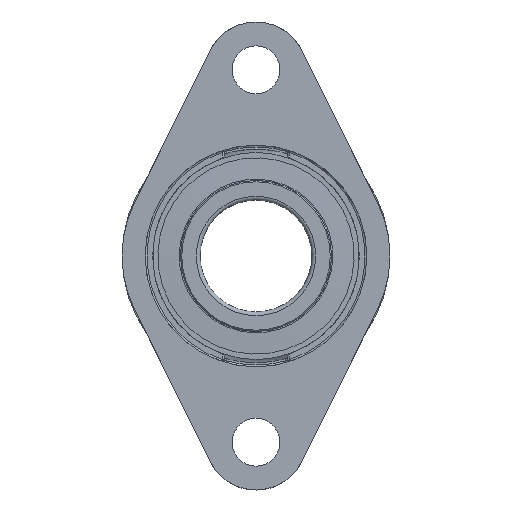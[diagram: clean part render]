
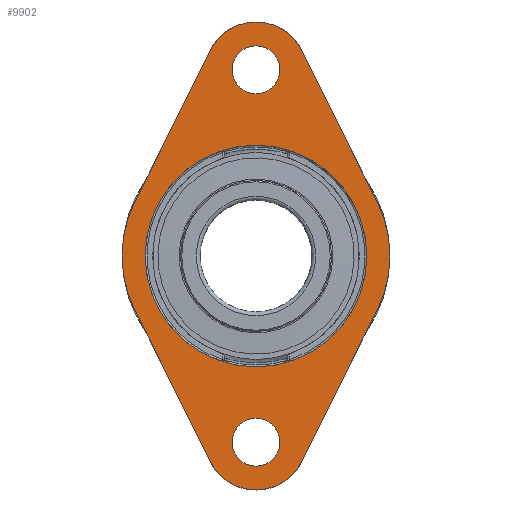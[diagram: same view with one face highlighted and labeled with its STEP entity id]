
A CAD part, left-side view. The second image highlights one B-rep face of the part: STEP entity #9902.
In plain terms, the highlighted face is planar.
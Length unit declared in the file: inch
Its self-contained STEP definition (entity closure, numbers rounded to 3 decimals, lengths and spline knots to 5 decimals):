
#3287=CARTESIAN_POINT('',(-3.66142,-0.,0.));
#3288=VERTEX_POINT('',#3287);
#3295=CARTESIAN_POINT('',(-3.2177,-0.71628,0.));
#3296=VERTEX_POINT('',#3295);
#3297=CARTESIAN_POINT('',(-2.86142,-0.,0.));
#3298=DIRECTION('',(0.,0.,1.));
#3299=DIRECTION('',(1.,0.,-0.));
#3300=AXIS2_PLACEMENT_3D('',#3297,#3298,#3299);
#3301=CIRCLE('',#3300,0.8);
#3302=EDGE_CURVE('',#3288,#3296,#3301,.T.);
#3378=CARTESIAN_POINT('',(-0.83953,1.89919,-0.));
#3379=VERTEX_POINT('',#3378);
#3386=CARTESIAN_POINT('',(-3.2177,0.71628,0.));
#3387=VERTEX_POINT('',#3386);
#3388=CARTESIAN_POINT('',(-0.83953,1.89919,-0.));
#3389=DIRECTION('',(-0.895,-0.445,0.));
#3390=VECTOR('',#3389,1.04572);
#3391=LINE('',#3388,#3390);
#3392=EDGE_CURVE('',#3379,#3387,#3391,.T.);
#6445=CARTESIAN_POINT('',(3.2177,-0.71628,-0.));
#6446=VERTEX_POINT('',#6445);
#6453=CARTESIAN_POINT('',(3.2177,0.71628,-0.));
#6454=VERTEX_POINT('',#6453);
#6455=CARTESIAN_POINT('',(2.86142,-0.,-0.));
#6456=DIRECTION('',(0.,0.,1.));
#6457=DIRECTION('',(1.,0.,-0.));
#6458=AXIS2_PLACEMENT_3D('',#6455,#6456,#6457);
#6459=CIRCLE('',#6458,0.8);
#6460=EDGE_CURVE('',#6446,#6454,#6459,.T.);
#6528=CARTESIAN_POINT('',(0.83953,-1.89919,0.));
#6529=VERTEX_POINT('',#6528);
#6536=CARTESIAN_POINT('',(0.83953,-1.89919,0.));
#6537=DIRECTION('',(0.895,0.445,-0.));
#6538=VECTOR('',#6537,1.04572);
#6539=LINE('',#6536,#6538);
#6540=EDGE_CURVE('',#6529,#6446,#6539,.T.);
#9688=CARTESIAN_POINT('',(-0.,-1.73432,0.));
#9689=VERTEX_POINT('',#9688);
#9710=CARTESIAN_POINT('',(0.,1.73432,0.));
#9711=VERTEX_POINT('',#9710);
#9712=CARTESIAN_POINT('',(-0.,0.,-0.));
#9713=DIRECTION('',(0.,0.,1.));
#9714=DIRECTION('',(-0.,1.,-0.));
#9715=AXIS2_PLACEMENT_3D('',#9712,#9713,#9714);
#9716=CIRCLE('',#9715,1.73432);
#9717=EDGE_CURVE('',#9711,#9689,#9716,.T.);
#9719=CARTESIAN_POINT('',(-0.,0.,-0.));
#9720=DIRECTION('',(0.,0.,1.));
#9721=DIRECTION('',(-0.,1.,-0.));
#9722=AXIS2_PLACEMENT_3D('',#9719,#9720,#9721);
#9723=CIRCLE('',#9722,1.73432);
#9724=EDGE_CURVE('',#9689,#9711,#9723,.T.);
#9797=CARTESIAN_POINT('',(2.53937,0.,-0.));
#9798=VERTEX_POINT('',#9797);
#9805=CARTESIAN_POINT('',(2.91339,0.,-0.));
#9806=DIRECTION('',(0.,0.,1.));
#9807=DIRECTION('',(1.,0.,-0.));
#9808=AXIS2_PLACEMENT_3D('',#9805,#9806,#9807);
#9809=CIRCLE('',#9808,0.37402);
#9810=EDGE_CURVE('',#9798,#9798,#9809,.T.);
#9823=CARTESIAN_POINT('',(-3.2874,0.,0.));
#9824=VERTEX_POINT('',#9823);
#9831=CARTESIAN_POINT('',(-2.91339,0.,0.));
#9832=DIRECTION('',(0.,0.,1.));
#9833=DIRECTION('',(1.,0.,-0.));
#9834=AXIS2_PLACEMENT_3D('',#9831,#9832,#9833);
#9835=CIRCLE('',#9834,0.37402);
#9836=EDGE_CURVE('',#9824,#9824,#9835,.T.);
#9844=CARTESIAN_POINT('',(-0.,0.,0.));
#9845=DIRECTION('',(0.,0.,1.));
#9846=DIRECTION('',(1.,0.,-0.));
#9847=AXIS2_PLACEMENT_3D('',#9844,#9845,#9846);
#9848=PLANE('',#9847);
#9849=ORIENTED_EDGE('',*,*,#9717,.T.);
#9850=ORIENTED_EDGE('',*,*,#9724,.T.);
#9851=EDGE_LOOP('',(#9849,#9850));
#9852=FACE_BOUND('',#9851,.T.);
#9853=ORIENTED_EDGE('',*,*,#3392,.F.);
#9854=CARTESIAN_POINT('',(0.83953,1.89919,-0.));
#9855=VERTEX_POINT('',#9854);
#9856=CARTESIAN_POINT('',(0.,0.21137,-0.));
#9857=DIRECTION('',(0.,0.,1.));
#9858=DIRECTION('',(1.,0.,-0.));
#9859=AXIS2_PLACEMENT_3D('',#9856,#9857,#9858);
#9860=CIRCLE('',#9859,1.88509);
#9861=EDGE_CURVE('',#9855,#3379,#9860,.T.);
#9862=ORIENTED_EDGE('',*,*,#9861,.F.);
#9863=CARTESIAN_POINT('',(3.2177,0.71628,-0.));
#9864=DIRECTION('',(-0.895,0.445,0.));
#9865=VECTOR('',#9864,1.04572);
#9866=LINE('',#9863,#9865);
#9867=EDGE_CURVE('',#6454,#9855,#9866,.T.);
#9868=ORIENTED_EDGE('',*,*,#9867,.F.);
#9869=ORIENTED_EDGE('',*,*,#6460,.F.);
#9870=ORIENTED_EDGE('',*,*,#6540,.F.);
#9871=CARTESIAN_POINT('',(-0.83953,-1.89919,0.));
#9872=VERTEX_POINT('',#9871);
#9873=CARTESIAN_POINT('',(0.,-0.21137,0.));
#9874=DIRECTION('',(0.,0.,1.));
#9875=DIRECTION('',(1.,0.,-0.));
#9876=AXIS2_PLACEMENT_3D('',#9873,#9874,#9875);
#9877=CIRCLE('',#9876,1.88509);
#9878=EDGE_CURVE('',#9872,#6529,#9877,.T.);
#9879=ORIENTED_EDGE('',*,*,#9878,.F.);
#9880=CARTESIAN_POINT('',(-3.2177,-0.71628,0.));
#9881=DIRECTION('',(0.895,-0.445,-0.));
#9882=VECTOR('',#9881,1.04572);
#9883=LINE('',#9880,#9882);
#9884=EDGE_CURVE('',#3296,#9872,#9883,.T.);
#9885=ORIENTED_EDGE('',*,*,#9884,.F.);
#9886=ORIENTED_EDGE('',*,*,#3302,.F.);
#9887=CARTESIAN_POINT('',(-2.86142,-0.,0.));
#9888=DIRECTION('',(0.,0.,1.));
#9889=DIRECTION('',(1.,0.,-0.));
#9890=AXIS2_PLACEMENT_3D('',#9887,#9888,#9889);
#9891=CIRCLE('',#9890,0.8);
#9892=EDGE_CURVE('',#3387,#3288,#9891,.T.);
#9893=ORIENTED_EDGE('',*,*,#9892,.F.);
#9894=EDGE_LOOP('',(#9853,#9862,#9868,#9869,#9870,#9879,#9885,#9886,#9893));
#9895=FACE_BOUND('',#9894,.T.);
#9896=ORIENTED_EDGE('',*,*,#9836,.T.);
#9897=EDGE_LOOP('',(#9896));
#9898=FACE_BOUND('',#9897,.T.);
#9899=ORIENTED_EDGE('',*,*,#9810,.T.);
#9900=EDGE_LOOP('',(#9899));
#9901=FACE_BOUND('',#9900,.T.);
#9902=ADVANCED_FACE('',(#9852,#9895,#9898,#9901),#9848,.F.);
